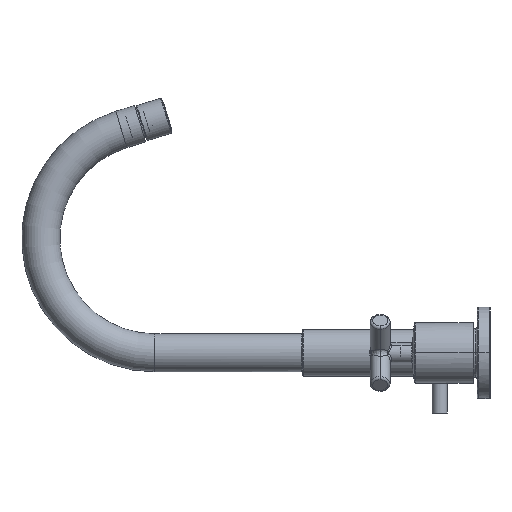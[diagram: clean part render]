
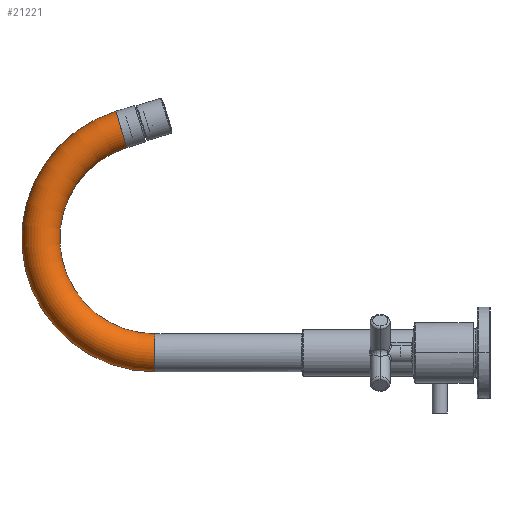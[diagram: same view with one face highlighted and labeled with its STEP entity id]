
A CAD part, left-side view. The second image highlights one B-rep face of the part: STEP entity #21221.
In plain terms, the highlighted toroidal (fillet/blend) face has major radius 75 mm and minor radius 12.5 mm.
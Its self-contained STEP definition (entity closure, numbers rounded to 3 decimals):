
#20972=CARTESIAN_POINT('Vertex',(12.5,0.,-220.)) ;
#20975=CARTESIAN_POINT('Axis2P3D Location',(0.,0.,-220.)) ;
#20979=CARTESIAN_POINT('Vertex',(-12.5,0.,-220.)) ;
#21191=CARTESIAN_POINT('Axis2P3D Location',(75.,0.,-220.)) ;
#21196=CARTESIAN_POINT('Axis2P3D Location',(75.,0.,-220.)) ;
#21200=CARTESIAN_POINT('Vertex',(134.729,0.,-238.404)) ;
#21203=CARTESIAN_POINT('Axis2P3D Location',(146.675,0.,-242.084)) ;
#21207=CARTESIAN_POINT('Vertex',(158.621,0.,-245.765)) ;
#21210=CARTESIAN_POINT('Axis2P3D Location',(75.,0.,-220.)) ;
#20976=DIRECTION('Axis2P3D Direction',(0.,0.,-1.)) ;
#21192=DIRECTION('Axis2P3D Direction',(0.,-1.,0.)) ;
#21193=DIRECTION('Axis2P3D XDirection',(-1.,0.,0.)) ;
#21197=DIRECTION('Axis2P3D Direction',(0.,-1.,0.)) ;
#21204=DIRECTION('Axis2P3D Direction',(-0.294,-0.,-0.956)) ;
#21211=DIRECTION('Axis2P3D Direction',(0.,-1.,0.)) ;
#20977=AXIS2_PLACEMENT_3D('Circle Axis2P3D',#20975,#20976,$) ;
#21194=AXIS2_PLACEMENT_3D('Torus Axis2P3D',#21191,#21192,#21193) ;
#21198=AXIS2_PLACEMENT_3D('Circle Axis2P3D',#21196,#21197,$) ;
#21205=AXIS2_PLACEMENT_3D('Circle Axis2P3D',#21203,#21204,$) ;
#21212=AXIS2_PLACEMENT_3D('Circle Axis2P3D',#21210,#21211,$) ;
#20978=CIRCLE('generated circle',#20977,12.5) ;
#21199=CIRCLE('generated circle',#21198,62.5) ;
#21206=CIRCLE('generated circle',#21205,12.5) ;
#21213=CIRCLE('generated circle',#21212,87.5) ;
#21195=TOROIDAL_SURFACE('homeo Torus',#21194,75.,12.5) ;
#20981=EDGE_CURVE('',#20980,#20973,#20978,.T.) ;
#21202=EDGE_CURVE('',#20973,#21201,#21199,.T.) ;
#21209=EDGE_CURVE('',#21208,#21201,#21206,.F.) ;
#21214=EDGE_CURVE('',#20980,#21208,#21213,.T.) ;
#21216=ORIENTED_EDGE('',*,*,#21202,.T.) ;
#21217=ORIENTED_EDGE('',*,*,#21209,.F.) ;
#21218=ORIENTED_EDGE('',*,*,#21214,.F.) ;
#21219=ORIENTED_EDGE('',*,*,#20981,.T.) ;
#21215=EDGE_LOOP('',(#21216,#21217,#21218,#21219)) ;
#20973=VERTEX_POINT('',#20972) ;
#20980=VERTEX_POINT('',#20979) ;
#21201=VERTEX_POINT('',#21200) ;
#21208=VERTEX_POINT('',#21207) ;
#21221=ADVANCED_FACE('MANIFOLD_SOLID_BREP #2846',(#21220),#21195,.T.) ;
#21220=FACE_OUTER_BOUND('',#21215,.T.) ;
